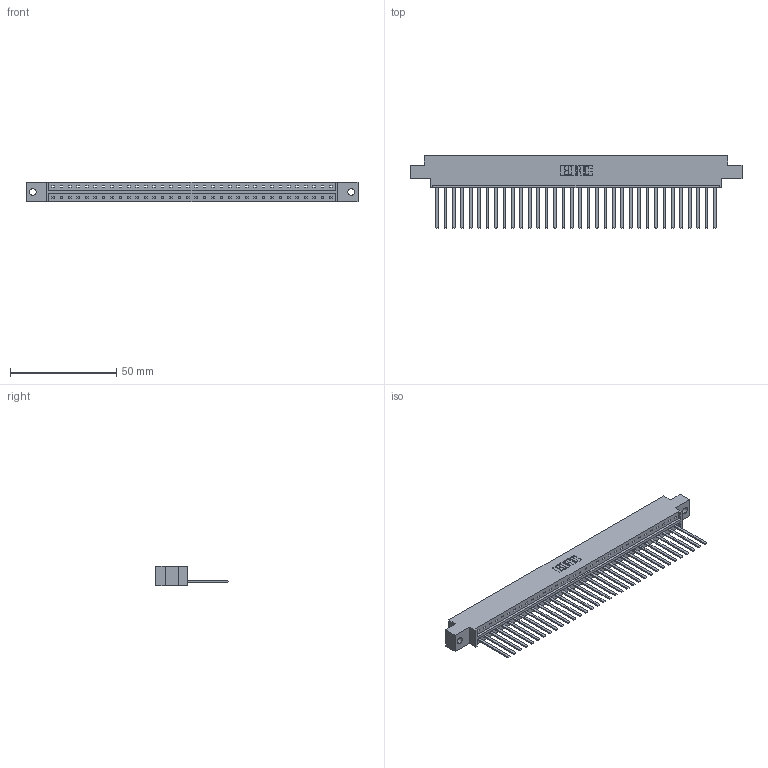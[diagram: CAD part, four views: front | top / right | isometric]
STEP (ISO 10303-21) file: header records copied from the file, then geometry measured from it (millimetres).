
FILE_DESCRIPTION (( 'STEP AP203' ), '1' );
FILE_NAME ('833-034-544-602.STEP', '2020-06-02T22:58:28', ( '' ), ( '' ), 'SwSTEP 2.0', 'SolidWorks 2020', '' );
FILE_SCHEMA (( 'CONFIG_CONTROL_DESIGN' ));
Length unit declared in the file: inch
Products named in the file (3): 345-292-001_345-293-144; 833 Part_Offset - .128 Dia; 833-034-544-602
Assembly tree (35 placements, depth 2):
  833-034-544-602
    833 Part_Offset - .128 Dia
    345-292-001_345-293-144  x34
Bounding box: 156.26 x 34.3 x 9.4 mm (x, y, z)
Volume: 15784.7 mm3; surface area: 18232.6 mm2
Topology: 35 solids, 35 shells, 1886 faces, 5695 edges, 3750 vertices
Faces by surface type: plane 1366, cylinder 520
Entity records: 21771 total; most frequent: CARTESIAN_POINT 3764, ORIENTED_EDGE 3734, DIRECTION 3187, EDGE_CURVE 1867, VECTOR 1743, LINE 1743, VERTEX_POINT 1242, AXIS2_PLACEMENT_3D 722
